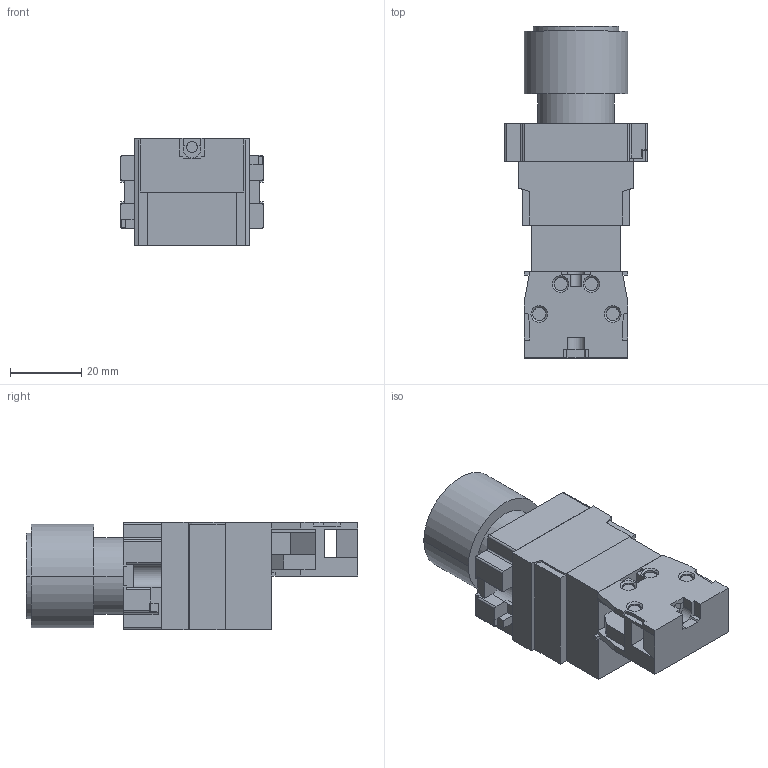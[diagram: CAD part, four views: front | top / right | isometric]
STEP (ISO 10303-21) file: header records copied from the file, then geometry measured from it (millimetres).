
FILE_DESCRIPTION((''),'2;1');
FILE_NAME('CDLA6H-BW3_ASM','2024-01-08T',('sipei.wu'),(''),'PRO/ENGINEER BY PARAMETRIC TECHNOLOGY CORPORATION, 2015440','PRO/ENGINEER BY PARAMETRIC TECHNOLOGY CORPORATION, 2015440','');
FILE_SCHEMA(('CONFIG_CONTROL_DESIGN'));
Length unit declared in the file: millimetre
Products named in the file (7): CDLA6H-BW3_ASM_1_ASM; JIZUO_1; PRT0001; PRT0002; DIZUO_1; ANNIU_2; CDLA6H-BW3_ASM
Assembly tree (6 placements, depth 2):
  CDLA6H-BW3_ASM
    CDLA6H-BW3_ASM_1_ASM
    JIZUO_1
    PRT0001
    PRT0002
    DIZUO_1
    ANNIU_2
Bounding box: 40 x 93 x 30 mm (x, y, z)
Volume: 58829.3 mm3; surface area: 18935.3 mm2
Topology: 5 solids, 5 shells, 208 faces, 576 edges, 380 vertices
Faces by surface type: plane 152, cylinder 46, cone 8, torus 2
Entity records: 6801 total; most frequent: CARTESIAN_POINT 1191, ORIENTED_EDGE 1152, DIRECTION 1135, EDGE_CURVE 576, VECTOR 455, LINE 455, VERTEX_POINT 380, AXIS2_PLACEMENT_3D 340
